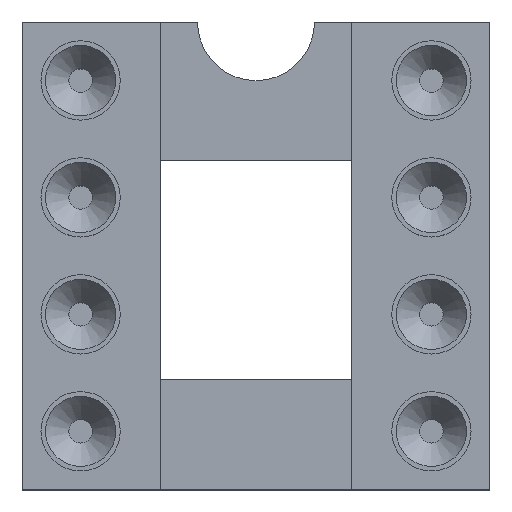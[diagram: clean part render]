
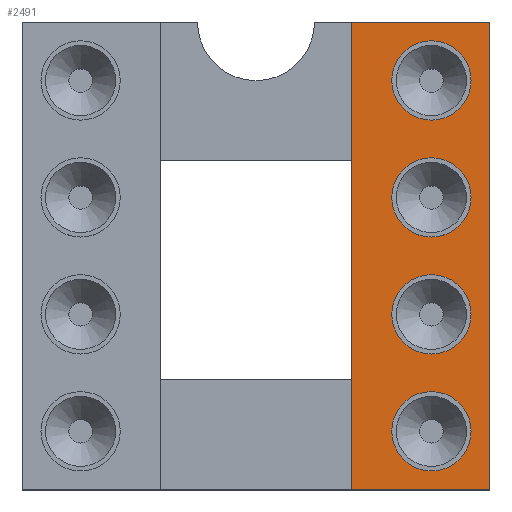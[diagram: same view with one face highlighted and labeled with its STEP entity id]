
A CAD part, top view. The second image highlights one B-rep face of the part: STEP entity #2491.
In plain terms, the highlighted planar face has unit normal (0, 0, 1).
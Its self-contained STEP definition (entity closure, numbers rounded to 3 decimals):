
#172=FACE_BOUND('',#477,.T.);
#173=FACE_BOUND('',#478,.T.);
#174=FACE_BOUND('',#479,.T.);
#175=FACE_BOUND('',#480,.T.);
#268=FACE_OUTER_BOUND('',#476,.T.);
#476=EDGE_LOOP('',(#1833,#1834,#1835,#1836));
#477=EDGE_LOOP('',(#1837));
#478=EDGE_LOOP('',(#1838));
#479=EDGE_LOOP('',(#1839));
#480=EDGE_LOOP('',(#1840));
#665=LINE('',#4173,#809);
#671=LINE('',#4184,#815);
#672=LINE('',#4187,#816);
#673=LINE('',#4188,#817);
#809=VECTOR('',#3349,1.);
#815=VECTOR('',#3359,1.);
#816=VECTOR('',#3362,1.);
#817=VECTOR('',#3363,1.);
#957=CIRCLE('',#2746,0.862);
#958=CIRCLE('',#2748,0.862);
#959=CIRCLE('',#2750,0.862);
#960=CIRCLE('',#2752,0.862);
#1151=VERTEX_POINT('',#4111);
#1152=VERTEX_POINT('',#4115);
#1153=VERTEX_POINT('',#4119);
#1154=VERTEX_POINT('',#4123);
#1167=VERTEX_POINT('',#4170);
#1168=VERTEX_POINT('',#4172);
#1171=VERTEX_POINT('',#4182);
#1172=VERTEX_POINT('',#4186);
#1382=EDGE_CURVE('',#1151,#1151,#957,.T.);
#1384=EDGE_CURVE('',#1152,#1152,#958,.T.);
#1386=EDGE_CURVE('',#1153,#1153,#959,.T.);
#1388=EDGE_CURVE('',#1154,#1154,#960,.T.);
#1409=EDGE_CURVE('',#1168,#1167,#665,.T.);
#1415=EDGE_CURVE('',#1171,#1167,#671,.T.);
#1416=EDGE_CURVE('',#1171,#1172,#672,.T.);
#1417=EDGE_CURVE('',#1172,#1168,#673,.T.);
#1833=ORIENTED_EDGE('',*,*,#1415,.F.);
#1834=ORIENTED_EDGE('',*,*,#1416,.T.);
#1835=ORIENTED_EDGE('',*,*,#1417,.T.);
#1836=ORIENTED_EDGE('',*,*,#1409,.T.);
#1837=ORIENTED_EDGE('',*,*,#1388,.T.);
#1838=ORIENTED_EDGE('',*,*,#1386,.T.);
#1839=ORIENTED_EDGE('',*,*,#1384,.T.);
#1840=ORIENTED_EDGE('',*,*,#1382,.T.);
#2286=PLANE('',#2781);
#2491=ADVANCED_FACE('',(#268,#172,#173,#174,#175),#2286,.F.);
#2746=AXIS2_PLACEMENT_3D('',#4112,#3272,#3273);
#2748=AXIS2_PLACEMENT_3D('',#4116,#3277,#3278);
#2750=AXIS2_PLACEMENT_3D('',#4120,#3282,#3283);
#2752=AXIS2_PLACEMENT_3D('',#4124,#3287,#3288);
#2781=AXIS2_PLACEMENT_3D('',#4185,#3360,#3361);
#3272=DIRECTION('center_axis',(0.,0.,-1.));
#3273=DIRECTION('ref_axis',(0.,-1.,0.));
#3277=DIRECTION('center_axis',(0.,0.,-1.));
#3278=DIRECTION('ref_axis',(0.,-1.,0.));
#3282=DIRECTION('center_axis',(0.,0.,-1.));
#3283=DIRECTION('ref_axis',(0.,-1.,0.));
#3287=DIRECTION('center_axis',(0.,0.,-1.));
#3288=DIRECTION('ref_axis',(0.,-1.,0.));
#3349=DIRECTION('',(-1.,0.,0.));
#3359=DIRECTION('',(0.,1.,0.));
#3360=DIRECTION('center_axis',(0.,0.,-1.));
#3361=DIRECTION('ref_axis',(0.,1.,0.));
#3362=DIRECTION('',(1.,0.,0.));
#3363=DIRECTION('',(0.,1.,0.));
#4111=CARTESIAN_POINT('',(7.62,-6.758,10.467));
#4112=CARTESIAN_POINT('Origin',(7.62,-7.62,10.467));
#4115=CARTESIAN_POINT('',(7.62,0.862,10.467));
#4116=CARTESIAN_POINT('Origin',(7.62,0.,10.467));
#4119=CARTESIAN_POINT('',(7.62,-1.678,10.467));
#4120=CARTESIAN_POINT('Origin',(7.62,-2.54,10.467));
#4123=CARTESIAN_POINT('',(7.62,-4.218,10.467));
#4124=CARTESIAN_POINT('Origin',(7.62,-5.08,10.467));
#4170=CARTESIAN_POINT('',(5.89,1.27,10.467));
#4172=CARTESIAN_POINT('',(8.89,1.27,10.467));
#4173=CARTESIAN_POINT('',(8.89,1.27,10.467));
#4182=CARTESIAN_POINT('',(5.89,-8.89,10.467));
#4184=CARTESIAN_POINT('',(5.89,0.67,10.467));
#4185=CARTESIAN_POINT('Origin',(-1.27,1.27,10.467));
#4186=CARTESIAN_POINT('',(8.89,-8.89,10.467));
#4187=CARTESIAN_POINT('',(-1.27,-8.89,10.467));
#4188=CARTESIAN_POINT('',(8.89,-8.89,10.467));
